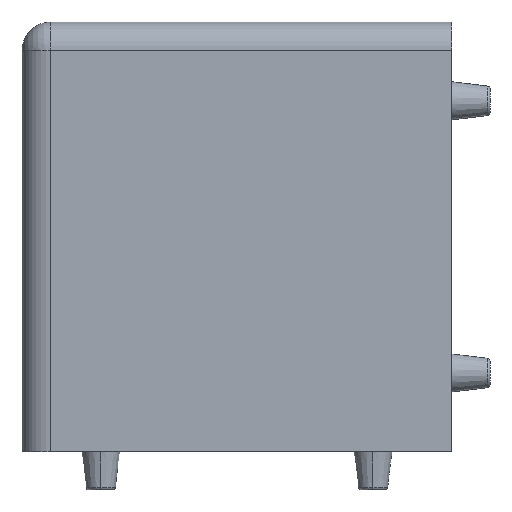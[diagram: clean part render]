
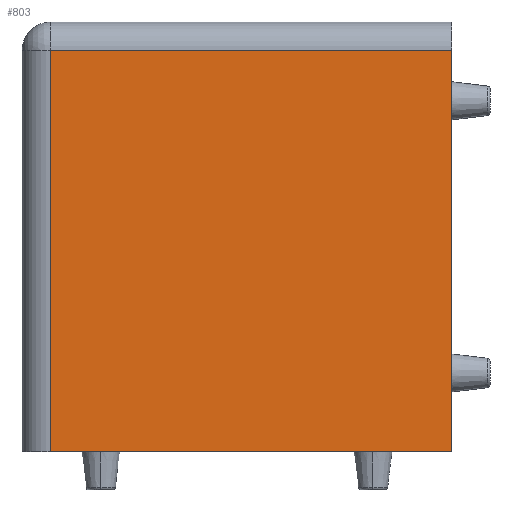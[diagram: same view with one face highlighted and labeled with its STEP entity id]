
A CAD part, left-side view. The second image highlights one B-rep face of the part: STEP entity #803.
In plain terms, the highlighted face is planar.
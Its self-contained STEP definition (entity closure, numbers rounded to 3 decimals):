
#7 = VECTOR ( 'NONE', #232, 1000. ) ;
#146 = EDGE_CURVE ( 'NONE', #159, #1365, #1773, .T. ) ;
#149 = CARTESIAN_POINT ( 'NONE',  ( 22.5, -19.5, 19.5 ) ) ;
#159 = VERTEX_POINT ( 'NONE', #766 ) ;
#201 = VECTOR ( 'NONE', #1244, 1000. ) ;
#218 = DIRECTION ( 'NONE',  ( 0., -1., 0. ) ) ;
#232 = DIRECTION ( 'NONE',  ( 0., 0., -1. ) ) ;
#312 = CARTESIAN_POINT ( 'NONE',  ( 22.5, -19.5, 22.5 ) ) ;
#356 = CARTESIAN_POINT ( 'NONE',  ( 22.5, 22.5, -22.5 ) ) ;
#406 = PLANE ( 'NONE',  #1781 ) ;
#441 = ORIENTED_EDGE ( 'NONE', *, *, #1679, .T. ) ;
#646 = EDGE_LOOP ( 'NONE', ( #2352, #441, #1224, #1714 ) ) ;
#766 = CARTESIAN_POINT ( 'NONE',  ( 22.5, -19.5, -22.5 ) ) ;
#803 = ADVANCED_FACE ( 'NONE', ( #2088 ), #406, .F. ) ;
#850 = EDGE_CURVE ( 'NONE', #909, #1365, #1538, .T. ) ;
#861 = CARTESIAN_POINT ( 'NONE',  ( 22.5, 22.5, -22.5 ) ) ;
#909 = VERTEX_POINT ( 'NONE', #1402 ) ;
#993 = EDGE_CURVE ( 'NONE', #909, #1728, #2290, .T. ) ;
#1014 = CARTESIAN_POINT ( 'NONE',  ( 22.5, 22.5, 22.5 ) ) ;
#1029 = CARTESIAN_POINT ( 'NONE',  ( 22.5, 22.5, 22.5 ) ) ;
#1224 = ORIENTED_EDGE ( 'NONE', *, *, #146, .T. ) ;
#1244 = DIRECTION ( 'NONE',  ( 0., -1., 0. ) ) ;
#1337 = DIRECTION ( 'NONE',  ( 0., 1., 0. ) ) ;
#1365 = VERTEX_POINT ( 'NONE', #861 ) ;
#1398 = DIRECTION ( 'NONE',  ( -1., 0., 0. ) ) ;
#1402 = CARTESIAN_POINT ( 'NONE',  ( 22.5, 22.5, 19.5 ) ) ;
#1538 = LINE ( 'NONE', #1029, #7 ) ;
#1658 = VECTOR ( 'NONE', #2220, 1000. ) ;
#1679 = EDGE_CURVE ( 'NONE', #1728, #159, #2096, .T. ) ;
#1714 = ORIENTED_EDGE ( 'NONE', *, *, #850, .F. ) ;
#1728 = VERTEX_POINT ( 'NONE', #149 ) ;
#1773 = LINE ( 'NONE', #356, #2269 ) ;
#1781 = AXIS2_PLACEMENT_3D ( 'NONE', #1014, #1398, #218 ) ;
#2088 = FACE_OUTER_BOUND ( 'NONE', #646, .T. ) ;
#2096 = LINE ( 'NONE', #312, #1658 ) ;
#2220 = DIRECTION ( 'NONE',  ( 0., 0., -1. ) ) ;
#2269 = VECTOR ( 'NONE', #1337, 1000. ) ;
#2290 = LINE ( 'NONE', #2353, #201 ) ;
#2352 = ORIENTED_EDGE ( 'NONE', *, *, #993, .T. ) ;
#2353 = CARTESIAN_POINT ( 'NONE',  ( 22.5, -22.5, 19.5 ) ) ;
